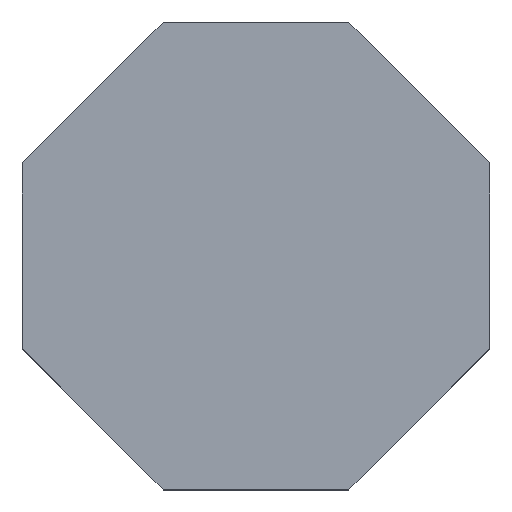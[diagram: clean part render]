
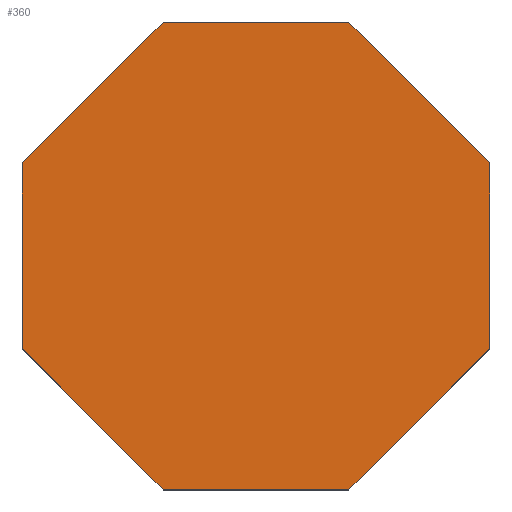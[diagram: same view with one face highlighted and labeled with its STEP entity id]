
A CAD part, top view. The second image highlights one B-rep face of the part: STEP entity #360.
In plain terms, the highlighted planar face has unit normal (0, 0, 1).
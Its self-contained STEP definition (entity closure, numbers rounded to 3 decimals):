
#174 = VERTEX_POINT('',#175);
#175 = CARTESIAN_POINT('',(-4.15,1.65,4.6));
#181 = EDGE_CURVE('',#182,#174,#184,.T.);
#182 = VERTEX_POINT('',#183);
#183 = CARTESIAN_POINT('',(-1.65,4.15,4.6));
#184 = LINE('',#185,#186);
#185 = CARTESIAN_POINT('',(-1.65,4.15,4.6));
#186 = VECTOR('',#187,1.);
#187 = DIRECTION('',(-0.707,-0.707,0.));
#205 = VERTEX_POINT('',#206);
#206 = CARTESIAN_POINT('',(-4.15,-1.65,4.6));
#212 = EDGE_CURVE('',#174,#205,#213,.T.);
#213 = LINE('',#214,#215);
#214 = CARTESIAN_POINT('',(-4.15,1.65,4.6));
#215 = VECTOR('',#216,1.);
#216 = DIRECTION('',(0.,-1.,0.));
#229 = VERTEX_POINT('',#230);
#230 = CARTESIAN_POINT('',(-1.65,-4.15,4.6));
#236 = EDGE_CURVE('',#205,#229,#237,.T.);
#237 = LINE('',#238,#239);
#238 = CARTESIAN_POINT('',(-4.15,-1.65,4.6));
#239 = VECTOR('',#240,1.);
#240 = DIRECTION('',(0.707,-0.707,0.));
#253 = VERTEX_POINT('',#254);
#254 = CARTESIAN_POINT('',(1.65,-4.15,4.6));
#260 = EDGE_CURVE('',#229,#253,#261,.T.);
#261 = LINE('',#262,#263);
#262 = CARTESIAN_POINT('',(-1.65,-4.15,4.6));
#263 = VECTOR('',#264,1.);
#264 = DIRECTION('',(1.,0.,0.));
#277 = VERTEX_POINT('',#278);
#278 = CARTESIAN_POINT('',(4.15,-1.65,4.6));
#284 = EDGE_CURVE('',#253,#277,#285,.T.);
#285 = LINE('',#286,#287);
#286 = CARTESIAN_POINT('',(1.65,-4.15,4.6));
#287 = VECTOR('',#288,1.);
#288 = DIRECTION('',(0.707,0.707,0.));
#301 = VERTEX_POINT('',#302);
#302 = CARTESIAN_POINT('',(4.15,1.65,4.6));
#308 = EDGE_CURVE('',#277,#301,#309,.T.);
#309 = LINE('',#310,#311);
#310 = CARTESIAN_POINT('',(4.15,-1.65,4.6));
#311 = VECTOR('',#312,1.);
#312 = DIRECTION('',(0.,1.,0.));
#325 = VERTEX_POINT('',#326);
#326 = CARTESIAN_POINT('',(1.65,4.15,4.6));
#332 = EDGE_CURVE('',#301,#325,#333,.T.);
#333 = LINE('',#334,#335);
#334 = CARTESIAN_POINT('',(4.15,1.65,4.6));
#335 = VECTOR('',#336,1.);
#336 = DIRECTION('',(-0.707,0.707,0.));
#349 = EDGE_CURVE('',#325,#182,#350,.T.);
#350 = LINE('',#351,#352);
#351 = CARTESIAN_POINT('',(1.65,4.15,4.6));
#352 = VECTOR('',#353,1.);
#353 = DIRECTION('',(-1.,0.,0.));
#360 = ADVANCED_FACE('',(#361),#371,.T.);
#361 = FACE_BOUND('',#362,.T.);
#362 = EDGE_LOOP('',(#363,#364,#365,#366,#367,#368,#369,#370));
#363 = ORIENTED_EDGE('',*,*,#181,.T.);
#364 = ORIENTED_EDGE('',*,*,#212,.T.);
#365 = ORIENTED_EDGE('',*,*,#236,.T.);
#366 = ORIENTED_EDGE('',*,*,#260,.T.);
#367 = ORIENTED_EDGE('',*,*,#284,.T.);
#368 = ORIENTED_EDGE('',*,*,#308,.T.);
#369 = ORIENTED_EDGE('',*,*,#332,.T.);
#370 = ORIENTED_EDGE('',*,*,#349,.T.);
#371 = PLANE('',#372);
#372 = AXIS2_PLACEMENT_3D('',#373,#374,#375);
#373 = CARTESIAN_POINT('',(-5.8,0.,4.6));
#374 = DIRECTION('',(0.,0.,1.));
#375 = DIRECTION('',(1.,0.,0.));
